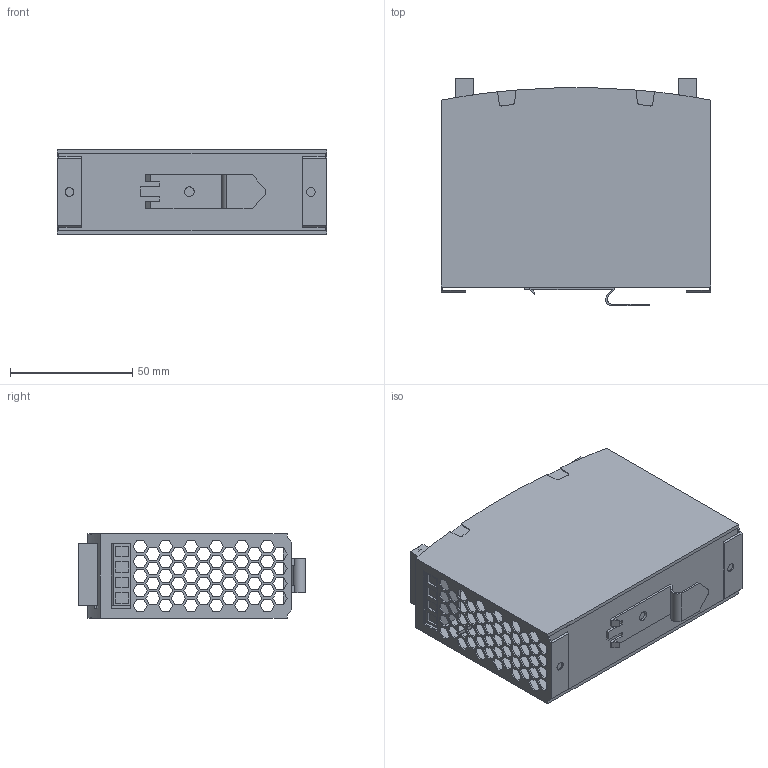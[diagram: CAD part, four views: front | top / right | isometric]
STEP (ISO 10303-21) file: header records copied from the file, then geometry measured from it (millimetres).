
FILE_DESCRIPTION (( 'STEP AP214' ), '1' );
FILE_NAME ('F610EDR-6.35-V2.0-2025.11.11.STEP', '2025-11-11T04:17:56', ( '' ), ( '' ), 'SwSTEP 2.0', 'SolidWorks 2020', '' );
FILE_SCHEMA (( 'AUTOMOTIVE_DESIGN' ));
Length unit declared in the file: millimetre
Products named in the file (1): F610EDR-6.35-V2.0-2025.11.11
Bounding box: 110.2 x 93.09 x 34.7 mm (x, y, z)
Volume: 44820.5 mm3; surface area: 60641.4 mm2
Topology: 1 solids, 1 shells, 929 faces, 2729 edges, 1799 vertices
Faces by surface type: plane 862, cylinder 51, bspline 16
Entity records: 31955 total; most frequent: CARTESIAN_POINT 6231, ORIENTED_EDGE 5458, DIRECTION 4613, EDGE_CURVE 2729, LINE 2511, VECTOR 2511, VERTEX_POINT 1799, EDGE_LOOP 1182
